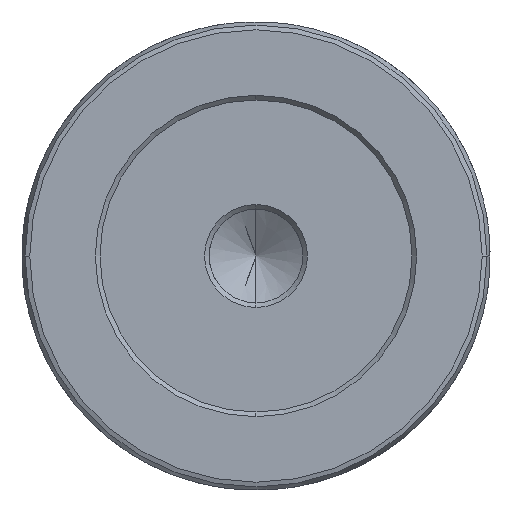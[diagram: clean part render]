
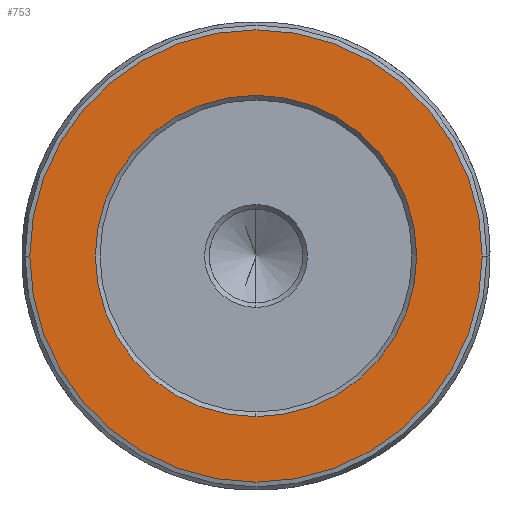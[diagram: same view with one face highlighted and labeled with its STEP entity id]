
A CAD part, front view. The second image highlights one B-rep face of the part: STEP entity #753.
In plain terms, the highlighted planar face has unit normal (0, -1, 0).
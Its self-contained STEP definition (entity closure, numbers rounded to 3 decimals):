
#144 = DIRECTION ( 'NONE',  ( 0., 1., 0. ) ) ;
#284 = DIRECTION ( 'NONE',  ( 0., 0., -1. ) ) ;
#304 = CARTESIAN_POINT ( 'NONE',  ( 0., 3.8, 0. ) ) ;
#323 = ORIENTED_EDGE ( 'NONE', *, *, #3553, .T. ) ;
#441 = EDGE_LOOP ( 'NONE', ( #563, #724 ) ) ;
#563 = ORIENTED_EDGE ( 'NONE', *, *, #2299, .F. ) ;
#724 = ORIENTED_EDGE ( 'NONE', *, *, #1701, .F. ) ;
#753 = ADVANCED_FACE ( 'NONE', ( #3072, #2801 ), #1981, .T. ) ;
#813 = VERTEX_POINT ( 'NONE', #1184 ) ;
#1150 = ORIENTED_EDGE ( 'NONE', *, *, #1324, .T. ) ;
#1184 = CARTESIAN_POINT ( 'NONE',  ( 0., 3.8, 10.3 ) ) ;
#1187 = DIRECTION ( 'NONE',  ( 0., 1., 0. ) ) ;
#1197 = AXIS2_PLACEMENT_3D ( 'NONE', #1659, #1187, #2186 ) ;
#1224 = DIRECTION ( 'NONE',  ( 0., 1., 0. ) ) ;
#1265 = CARTESIAN_POINT ( 'NONE',  ( 0., 3.8, 0. ) ) ;
#1321 = AXIS2_PLACEMENT_3D ( 'NONE', #2201, #2486, #284 ) ;
#1324 = EDGE_CURVE ( 'NONE', #3334, #813, #2841, .T. ) ;
#1498 = DIRECTION ( 'NONE',  ( 0., 0., -1. ) ) ;
#1659 = CARTESIAN_POINT ( 'NONE',  ( 0., 3.8, 0. ) ) ;
#1665 = CARTESIAN_POINT ( 'NONE',  ( 14.5, 3.8, 0. ) ) ;
#1701 = EDGE_CURVE ( 'NONE', #3465, #2215, #3501, .T. ) ;
#1808 = AXIS2_PLACEMENT_3D ( 'NONE', #3430, #1224, #1498 ) ;
#1981 = PLANE ( 'NONE',  #2425 ) ;
#2186 = DIRECTION ( 'NONE',  ( 0., 0., -1. ) ) ;
#2201 = CARTESIAN_POINT ( 'NONE',  ( 0., 3.8, 0. ) ) ;
#2215 = VERTEX_POINT ( 'NONE', #1665 ) ;
#2244 = DIRECTION ( 'NONE',  ( 0., -1., 0. ) ) ;
#2260 = DIRECTION ( 'NONE',  ( 0., 0., -1. ) ) ;
#2299 = EDGE_CURVE ( 'NONE', #2215, #3465, #3191, .T. ) ;
#2425 = AXIS2_PLACEMENT_3D ( 'NONE', #304, #2244, #2260 ) ;
#2486 = DIRECTION ( 'NONE',  ( 0., 1., 0. ) ) ;
#2500 = AXIS2_PLACEMENT_3D ( 'NONE', #1265, #144, #3071 ) ;
#2683 = CIRCLE ( 'NONE', #1197, 10.3 ) ;
#2732 = CARTESIAN_POINT ( 'NONE',  ( 0., 3.8, -10.3 ) ) ;
#2801 = FACE_OUTER_BOUND ( 'NONE', #441, .T. ) ;
#2841 = CIRCLE ( 'NONE', #2500, 10.3 ) ;
#3019 = EDGE_LOOP ( 'NONE', ( #1150, #323 ) ) ;
#3071 = DIRECTION ( 'NONE',  ( 0., 0., -1. ) ) ;
#3072 = FACE_BOUND ( 'NONE', #3019, .T. ) ;
#3087 = CARTESIAN_POINT ( 'NONE',  ( -14.5, 3.8, 0. ) ) ;
#3191 = CIRCLE ( 'NONE', #1808, 14.5 ) ;
#3334 = VERTEX_POINT ( 'NONE', #2732 ) ;
#3430 = CARTESIAN_POINT ( 'NONE',  ( 0., 3.8, 0. ) ) ;
#3465 = VERTEX_POINT ( 'NONE', #3087 ) ;
#3501 = CIRCLE ( 'NONE', #1321, 14.5 ) ;
#3553 = EDGE_CURVE ( 'NONE', #813, #3334, #2683, .T. ) ;
